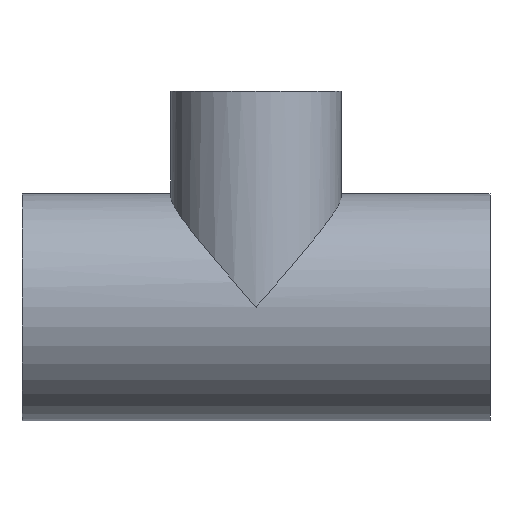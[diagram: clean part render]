
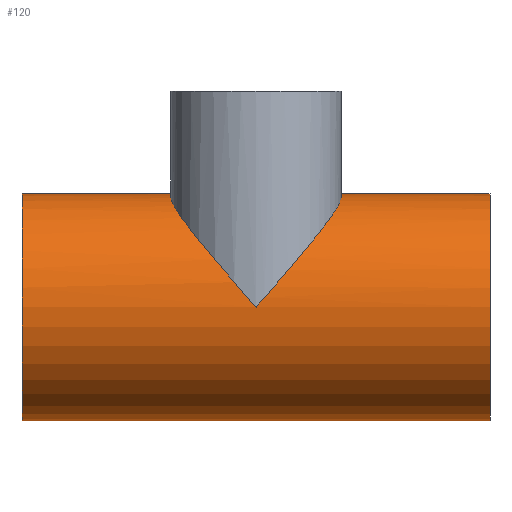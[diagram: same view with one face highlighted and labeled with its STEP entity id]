
A CAD part, front view. The second image highlights one B-rep face of the part: STEP entity #120.
In plain terms, the highlighted cylindrical face has radius 25.4 mm (diameter 50.8 mm), a full revolution.
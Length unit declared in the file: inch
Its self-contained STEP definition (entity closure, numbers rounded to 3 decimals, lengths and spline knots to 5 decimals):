
#17=FACE_BOUND('',#37,.T.);
#27=FACE_OUTER_BOUND('',#36,.T.);
#36=EDGE_LOOP('',(#102,#103,#104,#105));
#37=EDGE_LOOP('',(#106,#107));
#44=B_SPLINE_CURVE_WITH_KNOTS('',3,(#254,#255,#256,#257,#258,#259,#260,
#261,#262,#263,#264,#265,#266,#267,#268,#269,#270,#271,#272,#273,#274,#275,
#276,#277,#278,#279,#280,#281,#282,#283,#284,#285,#286,#287,#288,#289,#290,
#291,#292,#293,#294,#295,#296,#297,#298,#299),.UNSPECIFIED.,.F.,.F.,(4,
2,2,2,2,2,2,2,2,2,2,2,2,2,2,2,2,2,2,2,2,2,4),(0.,0.55953,1.11906,
2.23812,2.99581,3.37466,3.75351,4.11215,
4.4708,4.82944,5.18808,5.5597,5.93132,
6.30294,6.67456,7.04618,7.41779,7.78941,
8.16103,8.51967,8.87832,9.23696,9.59561),
 .UNSPECIFIED.);
#45=B_SPLINE_CURVE_WITH_KNOTS('',3,(#300,#301,#302,#303,#304,#305,#306,
#307,#308,#309,#310,#311,#312,#313),.UNSPECIFIED.,.F.,.F.,(4,2,2,2,2,2,
4),(9.59561,9.97445,10.3533,11.111,
12.23006,12.78959,13.34912),.UNSPECIFIED.);
#49=LINE('',#328,#53);
#53=VECTOR('',#181,1.);
#58=CIRCLE('',#152,1.);
#59=CIRCLE('',#153,1.);
#63=VERTEX_POINT('',#252);
#64=VERTEX_POINT('',#253);
#68=VERTEX_POINT('',#325);
#69=VERTEX_POINT('',#327);
#74=EDGE_CURVE('',#63,#64,#44,.T.);
#75=EDGE_CURVE('',#64,#63,#45,.T.);
#81=EDGE_CURVE('',#68,#68,#58,.T.);
#82=EDGE_CURVE('',#68,#69,#49,.T.);
#83=EDGE_CURVE('',#69,#69,#59,.T.);
#102=ORIENTED_EDGE('',*,*,#81,.F.);
#103=ORIENTED_EDGE('',*,*,#82,.T.);
#104=ORIENTED_EDGE('',*,*,#83,.T.);
#105=ORIENTED_EDGE('',*,*,#82,.F.);
#106=ORIENTED_EDGE('',*,*,#74,.T.);
#107=ORIENTED_EDGE('',*,*,#75,.T.);
#115=CYLINDRICAL_SURFACE('',#151,1.);
#120=ADVANCED_FACE('',(#27,#17),#115,.T.);
#151=AXIS2_PLACEMENT_3D('',#324,#177,#178);
#152=AXIS2_PLACEMENT_3D('',#326,#179,#180);
#153=AXIS2_PLACEMENT_3D('',#329,#182,#183);
#177=DIRECTION('center_axis',(-1.,0.,0.));
#178=DIRECTION('ref_axis',(0.,-1.,0.));
#179=DIRECTION('center_axis',(-1.,0.,0.));
#180=DIRECTION('ref_axis',(0.,-1.,0.));
#181=DIRECTION('',(1.,0.,0.));
#182=DIRECTION('center_axis',(-1.,0.,0.));
#183=DIRECTION('ref_axis',(0.,-1.,0.));
#252=CARTESIAN_POINT('',(0.,-1.,0.));
#253=CARTESIAN_POINT('',(0.75,-0.25,0.96825));
#254=CARTESIAN_POINT('Ctrl Pts',(0.,-1.,0.));
#255=CARTESIAN_POINT('Ctrl Pts',(-0.04807,-1.,0.05551));
#256=CARTESIAN_POINT('Ctrl Pts',(-0.09823,-0.99532,
0.11341));
#257=CARTESIAN_POINT('Ctrl Pts',(-0.19913,-0.97491,0.23038));
#258=CARTESIAN_POINT('Ctrl Pts',(-0.24989,-0.95919,
0.28943));
#259=CARTESIAN_POINT('Ctrl Pts',(-0.39776,-0.89486,
0.46311));
#260=CARTESIAN_POINT('Ctrl Pts',(-0.49045,-0.82848,
0.5742));
#261=CARTESIAN_POINT('Ctrl Pts',(-0.61475,-0.68634,
0.73233));
#262=CARTESIAN_POINT('Ctrl Pts',(-0.66277,-0.61278,0.79656));
#263=CARTESIAN_POINT('Ctrl Pts',(-0.71359,-0.48533,
0.87576));
#264=CARTESIAN_POINT('Ctrl Pts',(-0.72709,-0.44004,0.89942));
#265=CARTESIAN_POINT('Ctrl Pts',(-0.7453,-0.34645,
0.93945));
#266=CARTESIAN_POINT('Ctrl Pts',(-0.75,-0.29814,0.95582));
#267=CARTESIAN_POINT('Ctrl Pts',(-0.75,-0.20443,0.98001));
#268=CARTESIAN_POINT('Ctrl Pts',(-0.74577,-0.15682,0.98879));
#269=CARTESIAN_POINT('Ctrl Pts',(-0.72755,-0.06154,
0.99925));
#270=CARTESIAN_POINT('Ctrl Pts',(-0.71357,-0.01387,
1.00095));
#271=CARTESIAN_POINT('Ctrl Pts',(-0.67643,0.07769,
0.99803));
#272=CARTESIAN_POINT('Ctrl Pts',(-0.65323,0.1217,0.99342));
#273=CARTESIAN_POINT('Ctrl Pts',(-0.59967,0.20307,0.98003));
#274=CARTESIAN_POINT('Ctrl Pts',(-0.5693,0.24044,0.97127));
#275=CARTESIAN_POINT('Ctrl Pts',(-0.50375,0.30769,0.95215));
#276=CARTESIAN_POINT('Ctrl Pts',(-0.4661,0.33969,0.94103));
#277=CARTESIAN_POINT('Ctrl Pts',(-0.38401,0.39616,0.91868));
#278=CARTESIAN_POINT('Ctrl Pts',(-0.33956,0.42064,0.9075));
#279=CARTESIAN_POINT('Ctrl Pts',(-0.24641,0.46017,0.8881));
#280=CARTESIAN_POINT('Ctrl Pts',(-0.19761,0.47525,0.87992));
#281=CARTESIAN_POINT('Ctrl Pts',(-0.09879,0.49517,
0.86887));
#282=CARTESIAN_POINT('Ctrl Pts',(-0.04877,0.5,0.86603));
#283=CARTESIAN_POINT('Ctrl Pts',(0.04877,0.5,0.86603));
#284=CARTESIAN_POINT('Ctrl Pts',(0.09879,0.49517,0.86887));
#285=CARTESIAN_POINT('Ctrl Pts',(0.19761,0.47525,0.87992));
#286=CARTESIAN_POINT('Ctrl Pts',(0.24641,0.46017,0.8881));
#287=CARTESIAN_POINT('Ctrl Pts',(0.33956,0.42064,0.9075));
#288=CARTESIAN_POINT('Ctrl Pts',(0.38401,0.39616,0.91868));
#289=CARTESIAN_POINT('Ctrl Pts',(0.4661,0.33969,0.94103));
#290=CARTESIAN_POINT('Ctrl Pts',(0.50375,0.30769,0.95215));
#291=CARTESIAN_POINT('Ctrl Pts',(0.5693,0.24044,0.97127));
#292=CARTESIAN_POINT('Ctrl Pts',(0.59967,0.20307,0.98003));
#293=CARTESIAN_POINT('Ctrl Pts',(0.65323,0.1217,0.99342));
#294=CARTESIAN_POINT('Ctrl Pts',(0.67643,0.07769,0.99803));
#295=CARTESIAN_POINT('Ctrl Pts',(0.71357,-0.01387,1.00095));
#296=CARTESIAN_POINT('Ctrl Pts',(0.72755,-0.06154,
0.99925));
#297=CARTESIAN_POINT('Ctrl Pts',(0.74577,-0.15682,0.98879));
#298=CARTESIAN_POINT('Ctrl Pts',(0.75,-0.20443,0.98001));
#299=CARTESIAN_POINT('Ctrl Pts',(0.75,-0.25,0.96825));
#300=CARTESIAN_POINT('Ctrl Pts',(0.75,-0.25,0.96825));
#301=CARTESIAN_POINT('Ctrl Pts',(0.75,-0.29814,0.95582));
#302=CARTESIAN_POINT('Ctrl Pts',(0.7453,-0.34645,0.93945));
#303=CARTESIAN_POINT('Ctrl Pts',(0.72709,-0.44004,0.89942));
#304=CARTESIAN_POINT('Ctrl Pts',(0.71359,-0.48533,0.87576));
#305=CARTESIAN_POINT('Ctrl Pts',(0.66277,-0.61278,0.79656));
#306=CARTESIAN_POINT('Ctrl Pts',(0.61475,-0.68634,0.73233));
#307=CARTESIAN_POINT('Ctrl Pts',(0.49045,-0.82848,0.5742));
#308=CARTESIAN_POINT('Ctrl Pts',(0.39776,-0.89486,0.46311));
#309=CARTESIAN_POINT('Ctrl Pts',(0.24989,-0.95919,0.28943));
#310=CARTESIAN_POINT('Ctrl Pts',(0.19913,-0.97491,0.23038));
#311=CARTESIAN_POINT('Ctrl Pts',(0.09823,-0.99532,
0.11341));
#312=CARTESIAN_POINT('Ctrl Pts',(0.04807,-1.,0.05551));
#313=CARTESIAN_POINT('Ctrl Pts',(0.,-1.,0.));
#324=CARTESIAN_POINT('Origin',(2.0625,0.,0.));
#325=CARTESIAN_POINT('',(-2.0625,1.,0.));
#326=CARTESIAN_POINT('Origin',(-2.0625,0.,0.));
#327=CARTESIAN_POINT('',(2.0625,1.,0.));
#328=CARTESIAN_POINT('',(2.0625,1.,0.));
#329=CARTESIAN_POINT('Origin',(2.0625,0.,0.));
